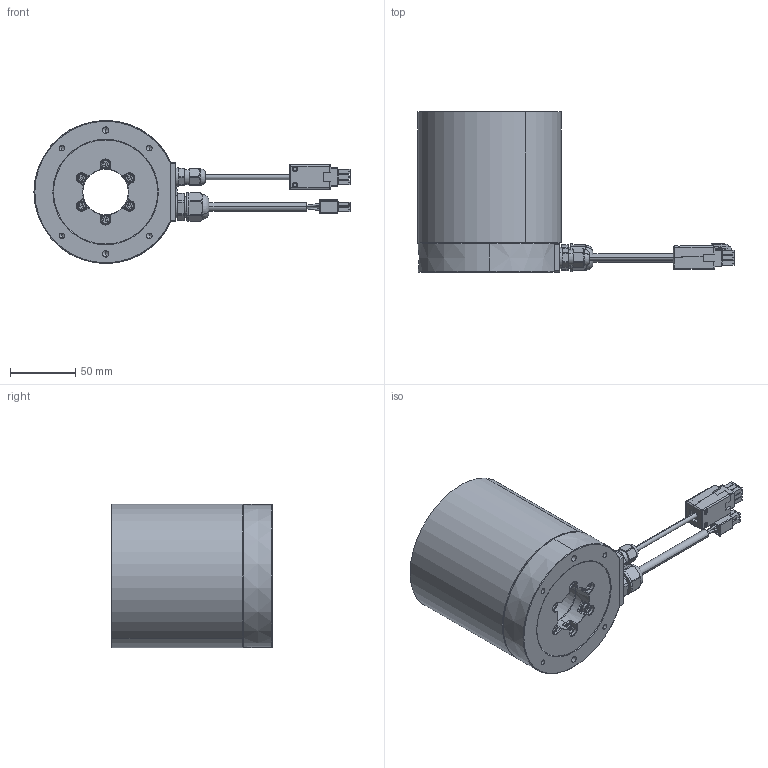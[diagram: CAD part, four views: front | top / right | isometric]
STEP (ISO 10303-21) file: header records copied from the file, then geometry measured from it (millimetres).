
FILE_DESCRIPTION (( 'STEP AP203' ), '1' );
FILE_NAME ('DMY44-B0SN00-S0-1SS-0-0.STEP', '2020-09-08T01:10:52', ( '' ), ( '' ), 'SwSTEP 2.0', 'SolidWorks 2015', '' );
FILE_SCHEMA (( 'CONFIG_CONTROL_DESIGN' ));
Length unit declared in the file: millimetre
Products named in the file (1): DMY44-B0SN00-S0-1SS-0-0
Bounding box: 242.7 x 123 x 110 mm (x, y, z)
Volume: 1068308.7 mm3; surface area: 92431.1 mm2
Topology: 1 solids, 2 shells, 1369 faces, 3599 edges, 2256 vertices
Faces by surface type: plane 712, cylinder 430, cone 107, torus 58, bspline 32, sphere 30
Entity records: 44104 total; most frequent: CARTESIAN_POINT 11144, ORIENTED_EDGE 7078, DIRECTION 6660, EDGE_CURVE 3539, AXIS2_PLACEMENT_3D 2340, VERTEX_POINT 2252, VECTOR 1980, LINE 1980
